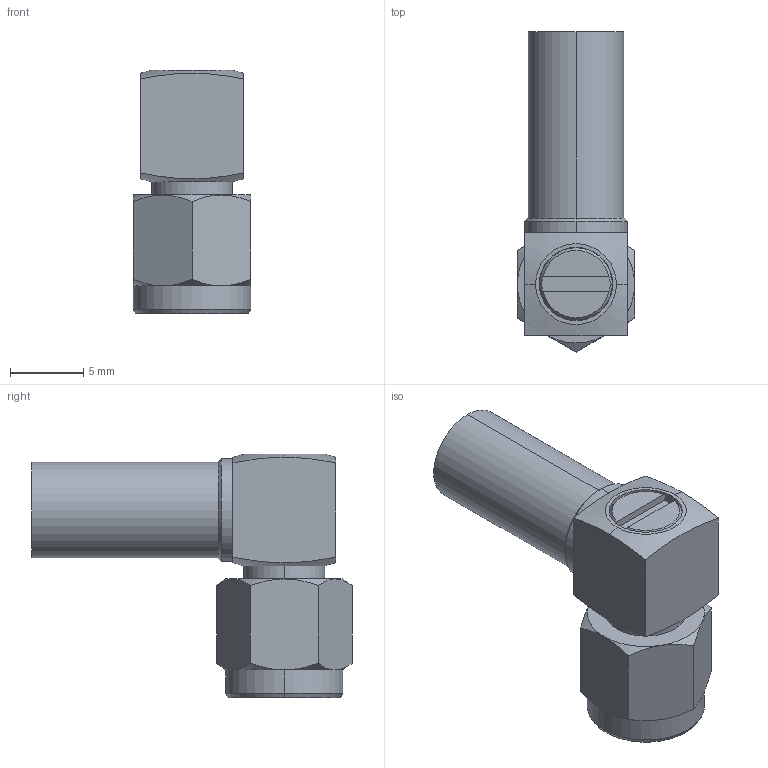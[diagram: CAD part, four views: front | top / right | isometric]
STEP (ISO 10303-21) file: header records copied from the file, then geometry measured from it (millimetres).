
FILE_DESCRIPTION (( 'STEP AP203' ), '1' );
FILE_NAME ('BAC02.STEP', '2013-09-12T13:02:31', ( 'x' ), ( '' ), 'SwSTEP 2.0', 'SolidWorks 2012', '' );
FILE_SCHEMA (( 'CONFIG_CONTROL_DESIGN' ));
Length unit declared in the file: inch
Products named in the file (4): BA02; BA02-MA1; BAC02; BA02-MA3
Assembly tree (3 placements, depth 2):
  BAC02
    BA02
    BA02-MA3
    BA02-MA1
Bounding box: 8 x 21.82 x 16.6 mm (x, y, z)
Volume: 810.7 mm3; surface area: 1640.8 mm2
Topology: 3 solids, 3 shells, 89 faces, 194 edges, 118 vertices
Faces by surface type: cone 36, plane 29, cylinder 22, torus 2
Entity records: 2986 total; most frequent: CARTESIAN_POINT 639, DIRECTION 424, ORIENTED_EDGE 388, EDGE_CURVE 194, AXIS2_PLACEMENT_3D 183, VERTEX_POINT 118, EDGE_LOOP 98, ADVANCED_FACE 89
